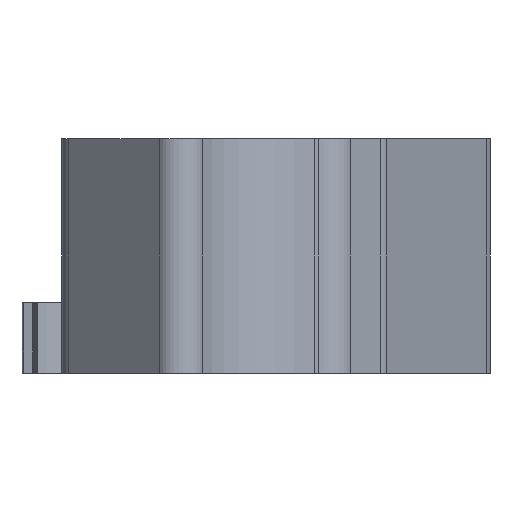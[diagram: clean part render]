
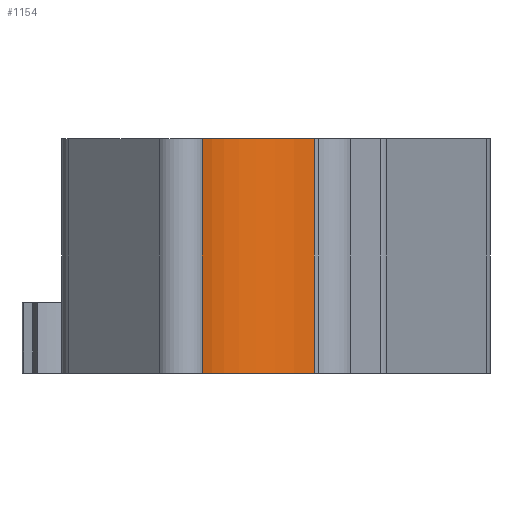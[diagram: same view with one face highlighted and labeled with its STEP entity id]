
A CAD part, front view. The second image highlights one B-rep face of the part: STEP entity #1154.
In plain terms, the highlighted cylindrical face has radius 10.5 mm (diameter 21 mm), a partial arc.
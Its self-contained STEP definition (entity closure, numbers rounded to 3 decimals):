
#80=FACE_OUTER_BOUND('',#145,.T.);
#145=EDGE_LOOP('',(#810,#811,#812,#813));
#217=LINE('',#1828,#299);
#218=LINE('',#1831,#300);
#299=VECTOR('',#1472,10.5);
#300=VECTOR('',#1475,10.5);
#398=CIRCLE('',#1272,10.5);
#399=CIRCLE('',#1273,10.5);
#483=VERTEX_POINT('',#1824);
#484=VERTEX_POINT('',#1825);
#485=VERTEX_POINT('',#1827);
#486=VERTEX_POINT('',#1829);
#614=EDGE_CURVE('',#483,#484,#398,.T.);
#615=EDGE_CURVE('',#484,#485,#217,.T.);
#616=EDGE_CURVE('',#486,#485,#399,.F.);
#617=EDGE_CURVE('',#486,#483,#218,.T.);
#810=ORIENTED_EDGE('',*,*,#614,.T.);
#811=ORIENTED_EDGE('',*,*,#615,.T.);
#812=ORIENTED_EDGE('',*,*,#616,.F.);
#813=ORIENTED_EDGE('',*,*,#617,.T.);
#1112=CYLINDRICAL_SURFACE('',#1271,10.5);
#1154=ADVANCED_FACE('',(#80),#1112,.F.);
#1271=AXIS2_PLACEMENT_3D('',#1823,#1468,#1469);
#1272=AXIS2_PLACEMENT_3D('',#1826,#1470,#1471);
#1273=AXIS2_PLACEMENT_3D('',#1830,#1473,#1474);
#1468=DIRECTION('center_axis',(0.,0.,1.));
#1469=DIRECTION('ref_axis',(0.,-1.,0.));
#1470=DIRECTION('center_axis',(0.,0.,1.));
#1471=DIRECTION('ref_axis',(0.,-1.,0.));
#1472=DIRECTION('',(0.,0.,-1.));
#1473=DIRECTION('center_axis',(0.,0.,-1.));
#1474=DIRECTION('ref_axis',(0.,-1.,0.));
#1475=DIRECTION('',(0.,0.,1.));
#1823=CARTESIAN_POINT('Origin',(94.369,-59.292,20.));
#1824=CARTESIAN_POINT('',(94.369,-48.792,20.));
#1825=CARTESIAN_POINT('',(84.763,-55.052,20.));
#1826=CARTESIAN_POINT('Origin',(94.369,-59.292,20.));
#1827=CARTESIAN_POINT('',(84.763,-55.052,0.));
#1828=CARTESIAN_POINT('',(84.763,-55.052,20.));
#1829=CARTESIAN_POINT('',(94.369,-48.792,0.));
#1830=CARTESIAN_POINT('Origin',(94.369,-59.292,0.));
#1831=CARTESIAN_POINT('',(94.369,-48.792,20.));
